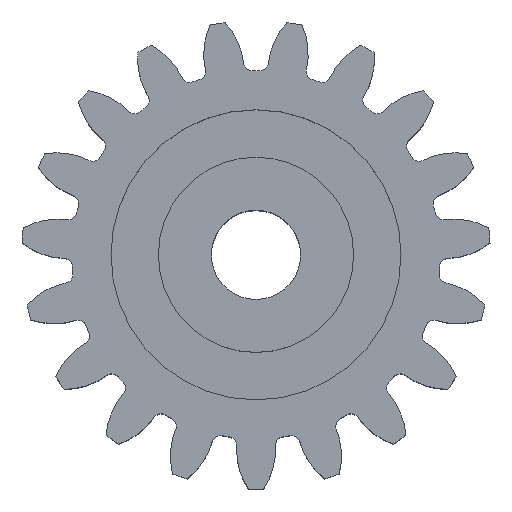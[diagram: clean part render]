
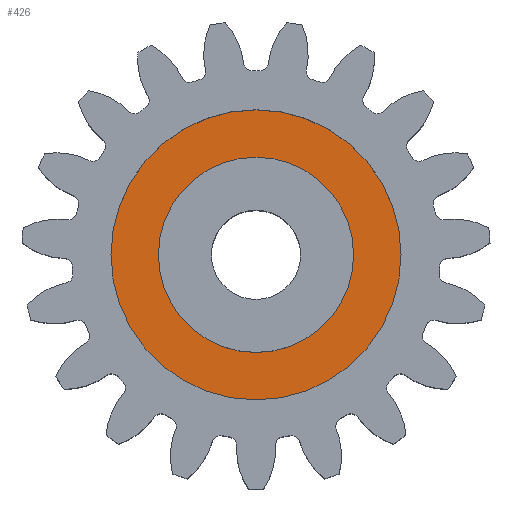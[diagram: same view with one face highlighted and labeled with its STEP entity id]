
A CAD part, top view. The second image highlights one B-rep face of the part: STEP entity #426.
In plain terms, the highlighted planar face has unit normal (0, 0, 1).
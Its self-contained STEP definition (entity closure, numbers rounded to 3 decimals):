
#426 = ADVANCED_FACE ( 'NONE', ( #2179, #2160 ), #2175, .F. ) ;
#428 = ORIENTED_EDGE ( 'NONE', *, *, #543, .F. ) ;
#429 = ORIENTED_EDGE ( 'NONE', *, *, #645, .F. ) ;
#441 = EDGE_CURVE ( 'NONE', #485, #491, #2207, .T. ) ;
#485 = VERTEX_POINT ( 'NONE', #2206 ) ;
#491 = VERTEX_POINT ( 'NONE', #2600 ) ;
#543 = EDGE_CURVE ( 'NONE', #555, #556, #2522, .T. ) ;
#545 = EDGE_CURVE ( 'NONE', #491, #485, #2555, .T. ) ;
#555 = VERTEX_POINT ( 'NONE', #2393 ) ;
#556 = VERTEX_POINT ( 'NONE', #2388 ) ;
#644 = ORIENTED_EDGE ( 'NONE', *, *, #545, .T. ) ;
#645 = EDGE_CURVE ( 'NONE', #556, #555, #2711, .T. ) ;
#648 = ORIENTED_EDGE ( 'NONE', *, *, #441, .T. ) ;
#649 = EDGE_LOOP ( 'NONE', ( #644, #648 ) ) ;
#658 = EDGE_LOOP ( 'NONE', ( #429, #428 ) ) ;
#2160 = FACE_OUTER_BOUND ( 'NONE', #658, .T. ) ;
#2161 = AXIS2_PLACEMENT_3D ( 'NONE', #2212, #2211, #2210 ) ;
#2175 = PLANE ( 'NONE',  #2161 ) ;
#2179 = FACE_BOUND ( 'NONE', #649, .T. ) ;
#2191 = DIRECTION ( 'NONE',  ( -1., 0., 0. ) ) ;
#2192 = DIRECTION ( 'NONE',  ( 0., 0., -1. ) ) ;
#2193 = CARTESIAN_POINT ( 'NONE',  ( 0., 0., 10.5 ) ) ;
#2194 = AXIS2_PLACEMENT_3D ( 'NONE', #2193, #2192, #2191 ) ;
#2206 = CARTESIAN_POINT ( 'NONE',  ( 8.75, 0., 10.5 ) ) ;
#2207 = CIRCLE ( 'NONE', #2194, 8.75 ) ;
#2210 = DIRECTION ( 'NONE',  ( -1., 0., 0. ) ) ;
#2211 = DIRECTION ( 'NONE',  ( 0., 0., -1. ) ) ;
#2212 = CARTESIAN_POINT ( 'NONE',  ( 0., 0., 10.5 ) ) ;
#2388 = CARTESIAN_POINT ( 'NONE',  ( -13., 0., 10.5 ) ) ;
#2393 = CARTESIAN_POINT ( 'NONE',  ( 13., 0., 10.5 ) ) ;
#2401 = DIRECTION ( 'NONE',  ( -1., 0., 0. ) ) ;
#2522 = CIRCLE ( 'NONE', #2561, 13. ) ;
#2544 = DIRECTION ( 'NONE',  ( 0., 0., -1. ) ) ;
#2551 = DIRECTION ( 'NONE',  ( -1., 0., 0. ) ) ;
#2552 = DIRECTION ( 'NONE',  ( 0., 0., -1. ) ) ;
#2553 = CARTESIAN_POINT ( 'NONE',  ( 0., 0., 10.5 ) ) ;
#2555 = CIRCLE ( 'NONE', #2560, 8.75 ) ;
#2559 = CARTESIAN_POINT ( 'NONE',  ( 0., 0., 10.5 ) ) ;
#2560 = AXIS2_PLACEMENT_3D ( 'NONE', #2553, #2544, #2401 ) ;
#2561 = AXIS2_PLACEMENT_3D ( 'NONE', #2559, #2552, #2551 ) ;
#2600 = CARTESIAN_POINT ( 'NONE',  ( -8.75, 0., 10.5 ) ) ;
#2711 = CIRCLE ( 'NONE', #2759, 13. ) ;
#2756 = DIRECTION ( 'NONE',  ( -1., 0., 0. ) ) ;
#2757 = DIRECTION ( 'NONE',  ( 0., 0., -1. ) ) ;
#2758 = CARTESIAN_POINT ( 'NONE',  ( 0., 0., 10.5 ) ) ;
#2759 = AXIS2_PLACEMENT_3D ( 'NONE', #2758, #2757, #2756 ) ;
